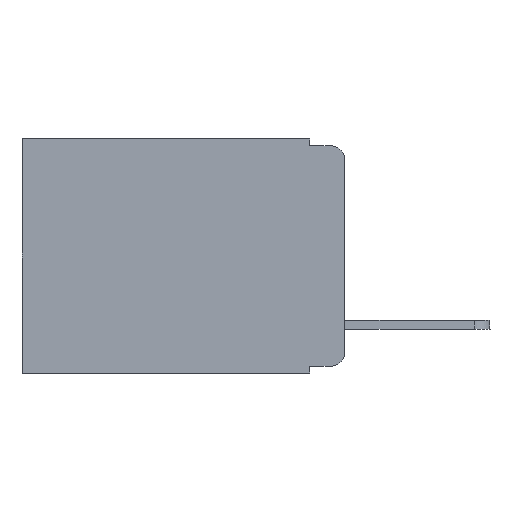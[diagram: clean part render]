
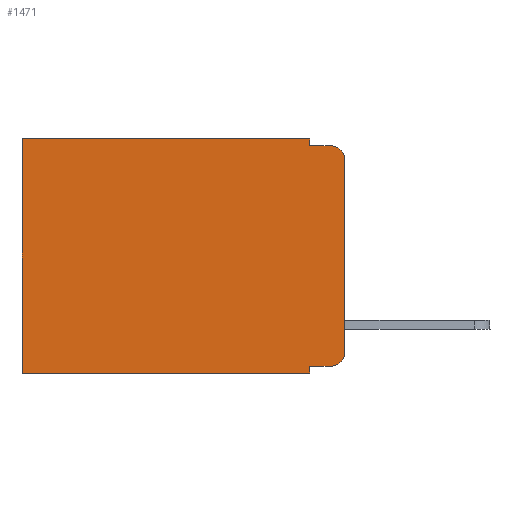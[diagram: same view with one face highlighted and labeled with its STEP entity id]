
A CAD part, left-side view. The second image highlights one B-rep face of the part: STEP entity #1471.
In plain terms, the highlighted planar face has unit normal (-1, 0, 0).
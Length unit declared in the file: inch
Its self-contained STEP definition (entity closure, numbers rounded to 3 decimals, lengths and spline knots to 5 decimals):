
#205 = CARTESIAN_POINT ( 'NONE',  ( 0.298, 0.051, -0.343 ) ) ;
#546 = VECTOR ( 'NONE', #9098, 39.37008 ) ;
#631 = EDGE_CURVE ( 'NONE', #4880, #2261, #2499, .T. ) ;
#964 = DIRECTION ( 'NONE',  ( 0., 0., -1. ) ) ;
#1134 = CARTESIAN_POINT ( 'NONE',  ( 0.298, 0.051, -0.333 ) ) ;
#1217 = DIRECTION ( 'NONE',  ( 0., 1., 0. ) ) ;
#1236 = EDGE_CURVE ( 'NONE', #8199, #8381, #1921, .T. ) ;
#1471 = ADVANCED_FACE ( 'NONE', ( #7490 ), #8626, .F. ) ;
#1522 = ORIENTED_EDGE ( 'NONE', *, *, #1236, .F. ) ;
#1710 = ORIENTED_EDGE ( 'NONE', *, *, #4669, .T. ) ;
#1767 = CARTESIAN_POINT ( 'NONE',  ( 0.298, 0., 0. ) ) ;
#1921 = LINE ( 'NONE', #7086, #3264 ) ;
#2203 = CARTESIAN_POINT ( 'NONE',  ( 0.298, 0.02, -0.313 ) ) ;
#2261 = VERTEX_POINT ( 'NONE', #205 ) ;
#2284 = VERTEX_POINT ( 'NONE', #8068 ) ;
#2390 = CARTESIAN_POINT ( 'NONE',  ( 0.298, 0.473, 0. ) ) ;
#2499 = LINE ( 'NONE', #10502, #4287 ) ;
#2965 = VECTOR ( 'NONE', #3658, 39.37008 ) ;
#3014 = DIRECTION ( 'NONE',  ( -1., 0., 0. ) ) ;
#3264 = VECTOR ( 'NONE', #8098, 39.37008 ) ;
#3555 = ORIENTED_EDGE ( 'NONE', *, *, #6434, .F. ) ;
#3658 = DIRECTION ( 'NONE',  ( 0., 0., -1. ) ) ;
#3690 = ORIENTED_EDGE ( 'NONE', *, *, #8655, .T. ) ;
#3908 = ORIENTED_EDGE ( 'NONE', *, *, #5046, .T. ) ;
#4212 = VERTEX_POINT ( 'NONE', #8964 ) ;
#4287 = VECTOR ( 'NONE', #8861, 39.37008 ) ;
#4354 = ORIENTED_EDGE ( 'NONE', *, *, #11358, .F. ) ;
#4441 = VERTEX_POINT ( 'NONE', #11504 ) ;
#4623 = VERTEX_POINT ( 'NONE', #10477 ) ;
#4669 = EDGE_CURVE ( 'NONE', #4441, #8381, #11718, .T. ) ;
#4754 = AXIS2_PLACEMENT_3D ( 'NONE', #6641, #6572, #8754 ) ;
#4880 = VERTEX_POINT ( 'NONE', #10330 ) ;
#5046 = EDGE_CURVE ( 'NONE', #4880, #2284, #10116, .T. ) ;
#5743 = CARTESIAN_POINT ( 'NONE',  ( 0.298, 0.02, -0.03 ) ) ;
#5814 = ORIENTED_EDGE ( 'NONE', *, *, #9187, .T. ) ;
#6329 = CARTESIAN_POINT ( 'NONE',  ( 0.298, 0., -0.343 ) ) ;
#6335 = VECTOR ( 'NONE', #6384, 39.37008 ) ;
#6366 = ORIENTED_EDGE ( 'NONE', *, *, #631, .F. ) ;
#6371 = CARTESIAN_POINT ( 'NONE',  ( 0.298, 0.473, 0. ) ) ;
#6384 = DIRECTION ( 'NONE',  ( 0., 0., -1. ) ) ;
#6434 = EDGE_CURVE ( 'NONE', #2261, #11903, #7174, .T. ) ;
#6549 = CARTESIAN_POINT ( 'NONE',  ( 0.298, 0.02, -0.01 ) ) ;
#6572 = DIRECTION ( 'NONE',  ( 1., 0., 0. ) ) ;
#6617 = DIRECTION ( 'NONE',  ( 0., 0., -1. ) ) ;
#6641 = CARTESIAN_POINT ( 'NONE',  ( 0.298, 0., 0. ) ) ;
#6711 = LINE ( 'NONE', #9862, #2965 ) ;
#7026 = DIRECTION ( 'NONE',  ( 0., -1., 0. ) ) ;
#7086 = CARTESIAN_POINT ( 'NONE',  ( 0.298, 0.051, -0.01 ) ) ;
#7133 = EDGE_CURVE ( 'NONE', #4623, #8199, #6711, .T. ) ;
#7174 = LINE ( 'NONE', #6329, #7545 ) ;
#7490 = FACE_OUTER_BOUND ( 'NONE', #7774, .T. ) ;
#7545 = VECTOR ( 'NONE', #1217, 39.37008 ) ;
#7774 = EDGE_LOOP ( 'NONE', ( #4354, #1710, #1522, #9154, #11822, #5814, #3555, #6366, #3908, #3690 ) ) ;
#8068 = CARTESIAN_POINT ( 'NONE',  ( 0.298, 0.02, -0.333 ) ) ;
#8098 = DIRECTION ( 'NONE',  ( 0., -1., 0. ) ) ;
#8181 = CARTESIAN_POINT ( 'NONE',  ( 0.298, 0.051, -0.01 ) ) ;
#8199 = VERTEX_POINT ( 'NONE', #8181 ) ;
#8381 = VERTEX_POINT ( 'NONE', #6549 ) ;
#8472 = VECTOR ( 'NONE', #6617, 39.37008 ) ;
#8626 = PLANE ( 'NONE',  #4754 ) ;
#8655 = EDGE_CURVE ( 'NONE', #2284, #4212, #10740, .T. ) ;
#8754 = DIRECTION ( 'NONE',  ( 0., 0., -1. ) ) ;
#8861 = DIRECTION ( 'NONE',  ( 0., 0., -1. ) ) ;
#8964 = CARTESIAN_POINT ( 'NONE',  ( 0.298, 0., -0.313 ) ) ;
#9098 = DIRECTION ( 'NONE',  ( 0., 1., 0. ) ) ;
#9154 = ORIENTED_EDGE ( 'NONE', *, *, #7133, .F. ) ;
#9183 = DIRECTION ( 'NONE',  ( 0., 0., -1. ) ) ;
#9187 = EDGE_CURVE ( 'NONE', #9601, #11903, #9567, .T. ) ;
#9567 = LINE ( 'NONE', #2390, #6335 ) ;
#9601 = VERTEX_POINT ( 'NONE', #6371 ) ;
#9862 = CARTESIAN_POINT ( 'NONE',  ( 0.298, 0.051, 0. ) ) ;
#9908 = AXIS2_PLACEMENT_3D ( 'NONE', #2203, #3014, #9183 ) ;
#10059 = LINE ( 'NONE', #12827, #546 ) ;
#10116 = LINE ( 'NONE', #1134, #10479 ) ;
#10330 = CARTESIAN_POINT ( 'NONE',  ( 0.298, 0.051, -0.333 ) ) ;
#10477 = CARTESIAN_POINT ( 'NONE',  ( 0.298, 0.051, 0. ) ) ;
#10479 = VECTOR ( 'NONE', #7026, 39.37008 ) ;
#10502 = CARTESIAN_POINT ( 'NONE',  ( 0.298, 0.051, 0. ) ) ;
#10740 = CIRCLE ( 'NONE', #9908, 0.02 ) ;
#10916 = DIRECTION ( 'NONE',  ( -1., 0., 0. ) ) ;
#11277 = AXIS2_PLACEMENT_3D ( 'NONE', #5743, #10916, #964 ) ;
#11358 = EDGE_CURVE ( 'NONE', #4441, #4212, #12728, .T. ) ;
#11504 = CARTESIAN_POINT ( 'NONE',  ( 0.298, 0., -0.03 ) ) ;
#11718 = CIRCLE ( 'NONE', #11277, 0.02 ) ;
#11822 = ORIENTED_EDGE ( 'NONE', *, *, #12316, .T. ) ;
#11903 = VERTEX_POINT ( 'NONE', #12042 ) ;
#12042 = CARTESIAN_POINT ( 'NONE',  ( 0.298, 0.473, -0.343 ) ) ;
#12316 = EDGE_CURVE ( 'NONE', #4623, #9601, #10059, .T. ) ;
#12728 = LINE ( 'NONE', #1767, #8472 ) ;
#12827 = CARTESIAN_POINT ( 'NONE',  ( 0.298, 0., 0. ) ) ;
